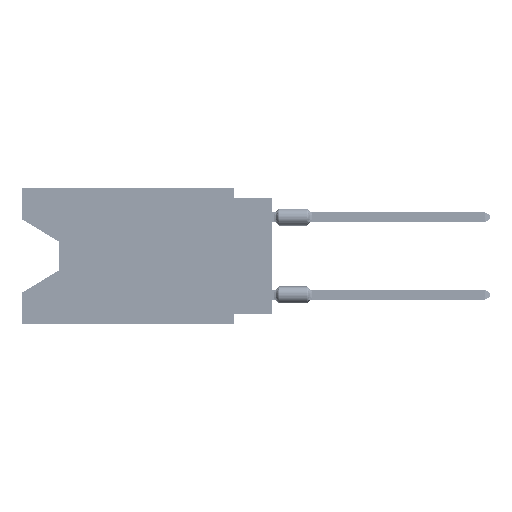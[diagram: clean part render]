
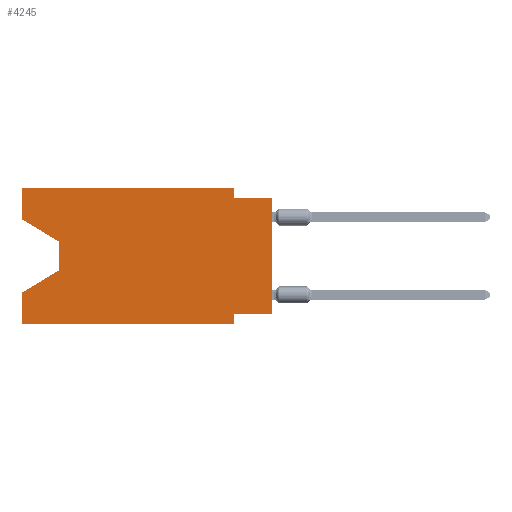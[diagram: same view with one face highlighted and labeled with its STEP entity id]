
A CAD part, left-side view. The second image highlights one B-rep face of the part: STEP entity #4245.
In plain terms, the highlighted planar face has unit normal (-1, 0, 0).
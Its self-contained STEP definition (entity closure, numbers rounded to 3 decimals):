
#1325 = LINE ( 'NONE', #30925, #65907 ) ;
#2086 = CARTESIAN_POINT ( 'NONE',  ( 0., 13.97, -5.385 ) ) ;
#2375 = CARTESIAN_POINT ( 'NONE',  ( 0., 2.54, -0.635 ) ) ;
#2608 = CARTESIAN_POINT ( 'NONE',  ( 0., 2.54, 0. ) ) ;
#3077 = ORIENTED_EDGE ( 'NONE', *, *, #57726, .F. ) ;
#3514 = EDGE_CURVE ( 'NONE', #67679, #23075, #33193, .T. ) ;
#3735 = DIRECTION ( 'NONE',  ( 0., 1., 0. ) ) ;
#4245 = ADVANCED_FACE ( 'NONE', ( #73776 ), #38376, .F. ) ;
#4282 = VECTOR ( 'NONE', #7135, 1000. ) ;
#6200 = EDGE_CURVE ( 'NONE', #33131, #63645, #72849, .T. ) ;
#7135 = DIRECTION ( 'NONE',  ( 0., 0., 1. ) ) ;
#7443 = VERTEX_POINT ( 'NONE', #32074 ) ;
#12146 = EDGE_CURVE ( 'NONE', #34216, #25118, #34739, .T. ) ;
#12158 = VERTEX_POINT ( 'NONE', #34359 ) ;
#12411 = EDGE_CURVE ( 'NONE', #63645, #34216, #68511, .T. ) ;
#13323 = ORIENTED_EDGE ( 'NONE', *, *, #72338, .F. ) ;
#13482 = CARTESIAN_POINT ( 'NONE',  ( 0., 16.383, 0. ) ) ;
#14534 = VECTOR ( 'NONE', #69675, 1000. ) ;
#14837 = DIRECTION ( 'NONE',  ( 0., 0., -1. ) ) ;
#15982 = LINE ( 'NONE', #47094, #14534 ) ;
#16317 = LINE ( 'NONE', #65327, #26973 ) ;
#16859 = ORIENTED_EDGE ( 'NONE', *, *, #56888, .T. ) ;
#19170 = VERTEX_POINT ( 'NONE', #22185 ) ;
#19906 = EDGE_CURVE ( 'NONE', #7443, #67308, #16317, .T. ) ;
#20164 = LINE ( 'NONE', #31860, #30420 ) ;
#20748 = CARTESIAN_POINT ( 'NONE',  ( 0., 2.54, -8.89 ) ) ;
#20817 = CARTESIAN_POINT ( 'NONE',  ( 0., 16.383, -8.89 ) ) ;
#22010 = ORIENTED_EDGE ( 'NONE', *, *, #27424, .T. ) ;
#22185 = CARTESIAN_POINT ( 'NONE',  ( 0., 16.383, -6.852 ) ) ;
#22539 = VECTOR ( 'NONE', #29277, 1000. ) ;
#23075 = VERTEX_POINT ( 'NONE', #74529 ) ;
#23372 = EDGE_CURVE ( 'NONE', #74285, #19170, #1325, .T. ) ;
#25118 = VERTEX_POINT ( 'NONE', #31291 ) ;
#25171 = DIRECTION ( 'NONE',  ( 1., 0., 0. ) ) ;
#25908 = EDGE_LOOP ( 'NONE', ( #41743, #22010, #35888, #29106, #16859, #71979, #3077, #70730, #50700, #56715, #59641, #13323 ) ) ;
#26006 = DIRECTION ( 'NONE',  ( 0., 0., 1. ) ) ;
#26973 = VECTOR ( 'NONE', #29523, 1000. ) ;
#27424 = EDGE_CURVE ( 'NONE', #67308, #74285, #49249, .T. ) ;
#29106 = ORIENTED_EDGE ( 'NONE', *, *, #69239, .F. ) ;
#29277 = DIRECTION ( 'NONE',  ( 0., -1., 0. ) ) ;
#29523 = DIRECTION ( 'NONE',  ( 0., -0.855, -0.519 ) ) ;
#30420 = VECTOR ( 'NONE', #26006, 1000. ) ;
#30925 = CARTESIAN_POINT ( 'NONE',  ( 0., 13.97, -5.385 ) ) ;
#31291 = CARTESIAN_POINT ( 'NONE',  ( 0., 0., -0.635 ) ) ;
#31413 = CARTESIAN_POINT ( 'NONE',  ( 0., 16.383, 0. ) ) ;
#31628 = DIRECTION ( 'NONE',  ( 0., -1., 0. ) ) ;
#31860 = CARTESIAN_POINT ( 'NONE',  ( 0., 16.383, 0. ) ) ;
#32074 = CARTESIAN_POINT ( 'NONE',  ( 0., 16.383, -2.038 ) ) ;
#33131 = VERTEX_POINT ( 'NONE', #13482 ) ;
#33193 = LINE ( 'NONE', #20748, #67599 ) ;
#34216 = VERTEX_POINT ( 'NONE', #2375 ) ;
#34359 = CARTESIAN_POINT ( 'NONE',  ( 0., 0., -8.255 ) ) ;
#34608 = CARTESIAN_POINT ( 'NONE',  ( 0., 16.383, 0. ) ) ;
#34739 = LINE ( 'NONE', #69755, #22539 ) ;
#34984 = LINE ( 'NONE', #34608, #41243 ) ;
#35615 = VECTOR ( 'NONE', #3735, 1000. ) ;
#35888 = ORIENTED_EDGE ( 'NONE', *, *, #23372, .T. ) ;
#37147 = DIRECTION ( 'NONE',  ( 0., 0.855, -0.519 ) ) ;
#38204 = CARTESIAN_POINT ( 'NONE',  ( 0., 2.54, 0. ) ) ;
#38376 = PLANE ( 'NONE',  #40378 ) ;
#39925 = LINE ( 'NONE', #62900, #35615 ) ;
#40378 = AXIS2_PLACEMENT_3D ( 'NONE', #31413, #25171, #55142 ) ;
#41243 = VECTOR ( 'NONE', #47827, 1000. ) ;
#41743 = ORIENTED_EDGE ( 'NONE', *, *, #19906, .T. ) ;
#44494 = DIRECTION ( 'NONE',  ( 0., 0., -1. ) ) ;
#45697 = VERTEX_POINT ( 'NONE', #20817 ) ;
#45895 = EDGE_CURVE ( 'NONE', #12158, #25118, #66282, .T. ) ;
#47094 = CARTESIAN_POINT ( 'NONE',  ( 0., 16.383, -8.89 ) ) ;
#47827 = DIRECTION ( 'NONE',  ( 0., 0., 1. ) ) ;
#48776 = CARTESIAN_POINT ( 'NONE',  ( 0., 0., 0. ) ) ;
#49249 = LINE ( 'NONE', #67512, #58957 ) ;
#50700 = ORIENTED_EDGE ( 'NONE', *, *, #12146, .F. ) ;
#52369 = VECTOR ( 'NONE', #14837, 1000. ) ;
#53029 = VECTOR ( 'NONE', #31628, 1000. ) ;
#55142 = DIRECTION ( 'NONE',  ( 0., 0., -1. ) ) ;
#55396 = CARTESIAN_POINT ( 'NONE',  ( 0., 13.97, -3.505 ) ) ;
#56715 = ORIENTED_EDGE ( 'NONE', *, *, #12411, .F. ) ;
#56888 = EDGE_CURVE ( 'NONE', #45697, #23075, #15982, .T. ) ;
#57726 = EDGE_CURVE ( 'NONE', #12158, #67679, #39925, .T. ) ;
#58957 = VECTOR ( 'NONE', #72968, 1000. ) ;
#59641 = ORIENTED_EDGE ( 'NONE', *, *, #6200, .F. ) ;
#59959 = CARTESIAN_POINT ( 'NONE',  ( 0., 2.54, -8.255 ) ) ;
#60809 = CARTESIAN_POINT ( 'NONE',  ( 0., 16.383, 0. ) ) ;
#62900 = CARTESIAN_POINT ( 'NONE',  ( 0., 0., -8.255 ) ) ;
#63645 = VERTEX_POINT ( 'NONE', #2608 ) ;
#65327 = CARTESIAN_POINT ( 'NONE',  ( 0., 16.383, -2.038 ) ) ;
#65907 = VECTOR ( 'NONE', #37147, 1000. ) ;
#66282 = LINE ( 'NONE', #48776, #4282 ) ;
#67308 = VERTEX_POINT ( 'NONE', #55396 ) ;
#67512 = CARTESIAN_POINT ( 'NONE',  ( 0., 13.97, -3.505 ) ) ;
#67599 = VECTOR ( 'NONE', #44494, 1000. ) ;
#67679 = VERTEX_POINT ( 'NONE', #59959 ) ;
#68511 = LINE ( 'NONE', #38204, #52369 ) ;
#69239 = EDGE_CURVE ( 'NONE', #45697, #19170, #34984, .T. ) ;
#69675 = DIRECTION ( 'NONE',  ( 0., -1., 0. ) ) ;
#69755 = CARTESIAN_POINT ( 'NONE',  ( 0., 0., -0.635 ) ) ;
#70730 = ORIENTED_EDGE ( 'NONE', *, *, #45895, .T. ) ;
#71979 = ORIENTED_EDGE ( 'NONE', *, *, #3514, .F. ) ;
#72338 = EDGE_CURVE ( 'NONE', #7443, #33131, #20164, .T. ) ;
#72849 = LINE ( 'NONE', #60809, #53029 ) ;
#72968 = DIRECTION ( 'NONE',  ( 0., 0., -1. ) ) ;
#73776 = FACE_OUTER_BOUND ( 'NONE', #25908, .T. ) ;
#74285 = VERTEX_POINT ( 'NONE', #2086 ) ;
#74529 = CARTESIAN_POINT ( 'NONE',  ( 0., 2.54, -8.89 ) ) ;
